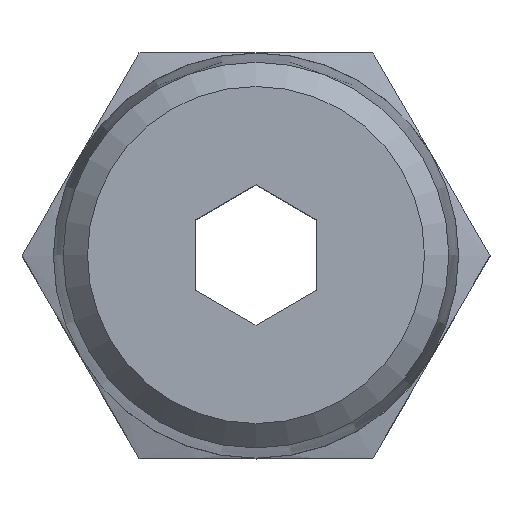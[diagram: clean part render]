
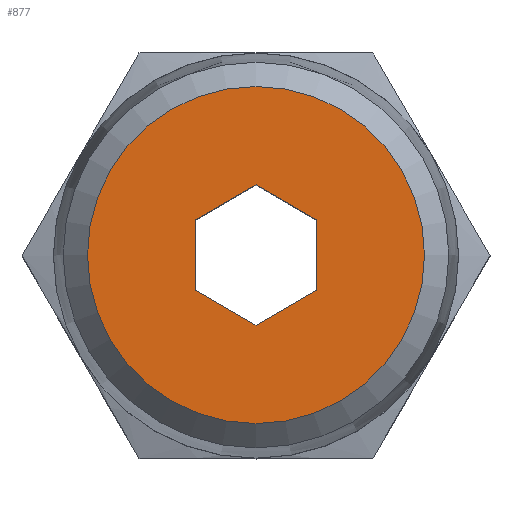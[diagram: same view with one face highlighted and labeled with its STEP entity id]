
A CAD part, top view. The second image highlights one B-rep face of the part: STEP entity #877.
In plain terms, the highlighted planar face has unit normal (0, 0, 1).
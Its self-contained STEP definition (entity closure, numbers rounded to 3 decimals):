
#29=LINE('',#1308,#53);
#30=LINE('',#1311,#54);
#31=LINE('',#1313,#55);
#32=LINE('',#1315,#56);
#33=LINE('',#1317,#57);
#34=LINE('',#1319,#58);
#53=VECTOR('',#1048,1000.);
#54=VECTOR('',#1049,1000.);
#55=VECTOR('',#1050,1000.);
#56=VECTOR('',#1051,1000.);
#57=VECTOR('',#1052,1000.);
#58=VECTOR('',#1053,1000.);
#79=PLANE('',#936);
#106=CIRCLE('',#937,4.158);
#193=ORIENTED_EDGE('',*,*,#316,.F.);
#194=ORIENTED_EDGE('',*,*,#317,.F.);
#195=ORIENTED_EDGE('',*,*,#318,.F.);
#196=ORIENTED_EDGE('',*,*,#319,.F.);
#197=ORIENTED_EDGE('',*,*,#320,.F.);
#198=ORIENTED_EDGE('',*,*,#321,.F.);
#199=ORIENTED_EDGE('',*,*,#322,.F.);
#316=EDGE_CURVE('',#380,#380,#106,.T.);
#317=EDGE_CURVE('',#381,#382,#29,.T.);
#318=EDGE_CURVE('',#383,#381,#30,.T.);
#319=EDGE_CURVE('',#384,#383,#31,.T.);
#320=EDGE_CURVE('',#385,#384,#32,.T.);
#321=EDGE_CURVE('',#386,#385,#33,.T.);
#322=EDGE_CURVE('',#382,#386,#34,.T.);
#380=VERTEX_POINT('',#1307);
#381=VERTEX_POINT('',#1309);
#382=VERTEX_POINT('',#1310);
#383=VERTEX_POINT('',#1312);
#384=VERTEX_POINT('',#1314);
#385=VERTEX_POINT('',#1316);
#386=VERTEX_POINT('',#1318);
#450=EDGE_LOOP('',(#193));
#451=EDGE_LOOP('',(#194,#195,#196,#197,#198,#199));
#510=FACE_BOUND('',#450,.T.);
#511=FACE_BOUND('',#451,.T.);
#877=ADVANCED_FACE('',(#510,#511),#79,.F.);
#936=AXIS2_PLACEMENT_3D('',#1305,#1044,#1045);
#937=AXIS2_PLACEMENT_3D('',#1306,#1046,#1047);
#1044=DIRECTION('',(0.,0.,-1.));
#1045=DIRECTION('',(-1.,0.,0.));
#1046=DIRECTION('',(0.,0.,-1.));
#1047=DIRECTION('',(-1.,0.,0.));
#1048=DIRECTION('',(0.866,-0.5,0.));
#1049=DIRECTION('',(0.,-1.,0.));
#1050=DIRECTION('',(-0.866,-0.5,0.));
#1051=DIRECTION('',(-0.866,0.5,0.));
#1052=DIRECTION('',(0.,1.,0.));
#1053=DIRECTION('',(0.866,0.5,0.));
#1305=CARTESIAN_POINT('',(0.,0.,8.));
#1306=CARTESIAN_POINT('',(0.,0.,8.));
#1307=CARTESIAN_POINT('',(-4.158,0.,8.));
#1308=CARTESIAN_POINT('',(-1.5,-0.866,8.));
#1309=CARTESIAN_POINT('',(-1.5,-0.866,8.));
#1310=CARTESIAN_POINT('',(0.,-1.732,8.));
#1311=CARTESIAN_POINT('',(-1.5,0.866,8.));
#1312=CARTESIAN_POINT('',(-1.5,0.866,8.));
#1313=CARTESIAN_POINT('',(0.,1.732,8.));
#1314=CARTESIAN_POINT('',(0.,1.732,8.));
#1315=CARTESIAN_POINT('',(1.5,0.866,8.));
#1316=CARTESIAN_POINT('',(1.5,0.866,8.));
#1317=CARTESIAN_POINT('',(1.5,-0.866,8.));
#1318=CARTESIAN_POINT('',(1.5,-0.866,8.));
#1319=CARTESIAN_POINT('',(0.,-1.732,8.));
